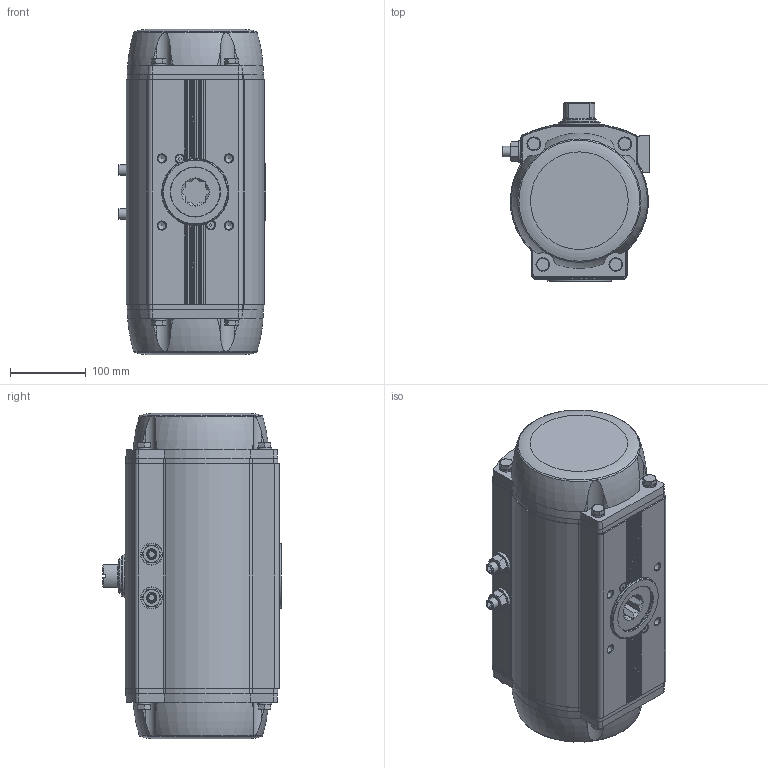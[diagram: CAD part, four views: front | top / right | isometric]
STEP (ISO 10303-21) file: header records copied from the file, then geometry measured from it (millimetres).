
FILE_DESCRIPTION(/* description */ ('STEP AP214'),/* implementation_level */ '2;1');
FILE_NAME(/* name */ '8102882_DFPD-N-700-RP-90-RS35-F12-R3-C',/* time_stamp */ '2024-08-15T20:45:28+02:00',/* author */ ('License CC BY-ND 4.0'),/* organization */ ('CADENAS'),/* preprocessor_version */ 'ST-DEVELOPER v19.3',/* originating_system */ 'PARTsolutions',/* authorisation */ ' ');
FILE_SCHEMA (('AUTOMOTIVE_DESIGN {1 0 10303 214 3 1 1}'));
Length unit declared in the file: millimetre
Products named in the file (7): 8102882 DFPD-N-700-RP-90-RS35-F12-R3-C---(0); 8042193 DFPD-N-700-90-RS-F12-C-----(housing); 8042193 DFPD-700(F10_0)---(shaft); 4167860 SCHEIBE 14.3X28X4-1.4301; DIN 934 - M14(F); 5192465 DFPD-480/700-C--(adj); 8101072 DFPD-CTR-F12--(ctr)
Assembly tree (9 placements, depth 2):
  8102882 DFPD-N-700-RP-90-RS35-F12-R3-C---(0)
    8042193 DFPD-N-700-90-RS-F12-C-----(housing)
    8042193 DFPD-700(F10_0)---(shaft)
    4167860 SCHEIBE 14.3X28X4-1.4301  x2
    DIN 934 - M14(F)  x2
    5192465 DFPD-480/700-C--(adj)  x2
    8101072 DFPD-CTR-F12--(ctr)
Bounding box: 194.83 x 235.7 x 428.3 mm (x, y, z)
Volume: 12517232.5 mm3; surface area: 471966.1 mm2
Topology: 9 solids, 9 shells, 776 faces, 1906 edges, 1211 vertices
Faces by surface type: plane 382, cylinder 183, cone 158, torus 51, sphere 2
Full cylindrical faces by diameter (mm): 2.5 x2, 4.134 x8, 4.917 x1, 8.5 x2, 10 x2, 10.106 x4, 10.57 x2, 11.835 x4, 14 x2, 14.3 x2, 18 x8, 20 x2, 28 x2, 29 x2, 38 x1, 44.9 x2, 45 x1, 50 x1, 55 x1, 56 x2, 65 x1, 67 x2, 67.6 x1, 67.8 x1, 68 x1, 69.8 x1, 85 x1, 88 x2
Entity records: 21715 total; most frequent: CARTESIAN_POINT 4743, DIRECTION 3461, ORIENTED_EDGE 3296, EDGE_CURVE 1648, AXIS2_PLACEMENT_3D 1338, VERTEX_POINT 1142, FACE_BOUND 984, EDGE_LOOP 971
